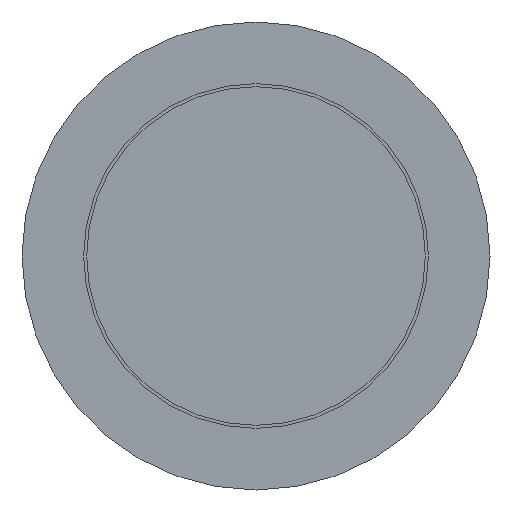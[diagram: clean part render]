
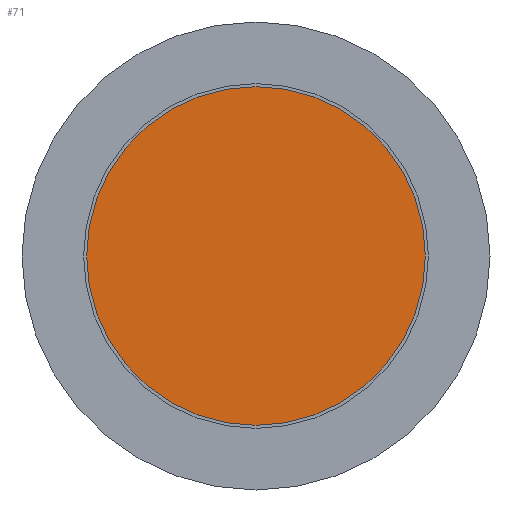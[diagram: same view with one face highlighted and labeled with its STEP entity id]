
A CAD part, front view. The second image highlights one B-rep face of the part: STEP entity #71.
In plain terms, the highlighted planar face has unit normal (0, -1, 0).
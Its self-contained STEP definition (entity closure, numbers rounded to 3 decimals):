
#14 = EDGE_CURVE ( 'NONE', #124, #124, #273, .T. ) ;
#71 = ADVANCED_FACE ( 'NONE', ( #384 ), #348, .F. ) ;
#124 = VERTEX_POINT ( 'NONE', #164 ) ;
#156 = AXIS2_PLACEMENT_3D ( 'NONE', #305, #181, #295 ) ;
#164 = CARTESIAN_POINT ( 'NONE',  ( 0., 0., -13.75 ) ) ;
#179 = CARTESIAN_POINT ( 'NONE',  ( 0., 0., 0. ) ) ;
#181 = DIRECTION ( 'NONE',  ( 0., 1., 0. ) ) ;
#273 = CIRCLE ( 'NONE', #324, 13.75 ) ;
#295 = DIRECTION ( 'NONE',  ( 0., 0., 1. ) ) ;
#303 = DIRECTION ( 'NONE',  ( 0., -1., 0. ) ) ;
#305 = CARTESIAN_POINT ( 'NONE',  ( -13.75, 0., 0. ) ) ;
#324 = AXIS2_PLACEMENT_3D ( 'NONE', #179, #303, #549 ) ;
#348 = PLANE ( 'NONE',  #156 ) ;
#384 = FACE_OUTER_BOUND ( 'NONE', #475, .T. ) ;
#449 = ORIENTED_EDGE ( 'NONE', *, *, #14, .T. ) ;
#475 = EDGE_LOOP ( 'NONE', ( #449 ) ) ;
#549 = DIRECTION ( 'NONE',  ( 0., 0., -1. ) ) ;
